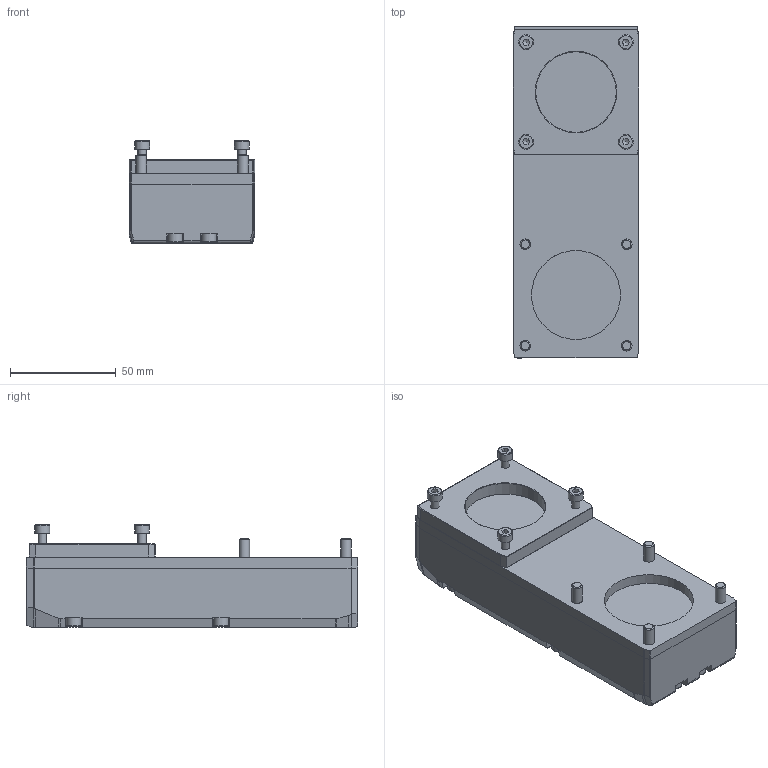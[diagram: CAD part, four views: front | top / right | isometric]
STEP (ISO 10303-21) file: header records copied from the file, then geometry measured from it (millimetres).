
FILE_DESCRIPTION(/* description */ (''),/* implementation_level */ '2;1');
FILE_NAME(/* name */ 'MSD MG 60 T1 v1.stp',/* time_stamp */ '2022-03-15T10:07:27+01:00',/* author */ ('Hypex'),/* organization */ ('Hypex'),/* preprocessor_version */ 'ST-DEVELOPER v18',/* originating_system */ 'Autodesk Inventor 2020',/* authorisation */ '');
FILE_SCHEMA (('AUTOMOTIVE_DESIGN { 1 0 10303 214 3 1 1 }'));
Length unit declared in the file: millimetre
Products named in the file (1): MSD MG 60 T1 v1
Bounding box: 59.5 x 157 x 48.5 mm (x, y, z)
Volume: 315295.8 mm3; surface area: 38703 mm2
Topology: 1 solids, 1 shells, 879 faces, 2491 edges, 1638 vertices
Faces by surface type: plane 741, cylinder 60, cone 55, torus 15, bspline 8
Full cylindrical faces by diameter (mm): 4 x4, 4.917 x4, 5 x4, 7 x11, 8 x1, 38.1 x1, 42.1 x1
Entity records: 28857 total; most frequent: CARTESIAN_POINT 5196, ORIENTED_EDGE 4928, DIRECTION 4394, EDGE_CURVE 2464, LINE 2116, VECTOR 2116, VERTEX_POINT 1638, AXIS2_PLACEMENT_3D 1139
